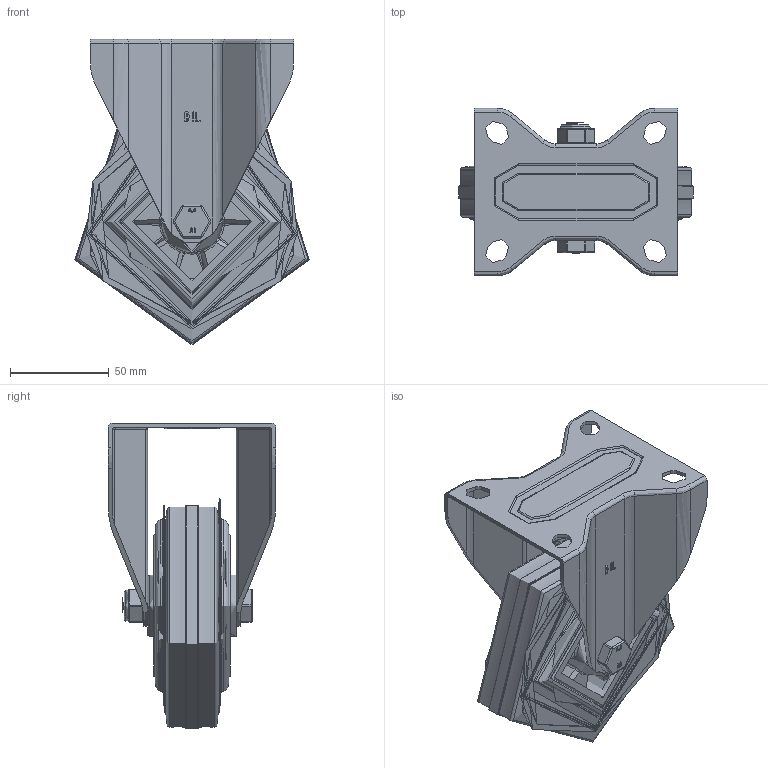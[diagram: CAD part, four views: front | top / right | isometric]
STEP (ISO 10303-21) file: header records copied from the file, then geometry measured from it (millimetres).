
FILE_DESCRIPTION(/* description */ ('','CAx-IF Rec.Pracs.---Representation and Presentation of Product Manufacturing Information (PMI)---4.0---2014-10-13'),/* implementation_level */ '2;1');
FILE_NAME(/* name */ 'BZMMF125PSB.step',/* time_stamp */ '2024-11-27T10:54:28Z',/* author */ (''),/* organization */ (''),/* preprocessor_version */ 'ST-DEVELOPER v20',/* originating_system */ 'Autodesk Translation Framework v13.20.0.188',/* authorisation */ '');
FILE_SCHEMA (('AP242_MANAGED_MODEL_BASED_3D_ENGINEERING_MIM_LF { 1 0 10303 442 1 1 4 }'));
Products named in the file (21): BZMMF125PSB; BZMMF125AS v1; BZMMF125AS; ZINC PLATED, PRESSED STEEL BRACKET; BZMM125WPSRB v1; RUBBER TYRE; POLYPROPYLENE RIM; POLYPROPYLENE RIM Geometry; CAP; ROLLER BEARING; CAGE; RIBS; Component4; TUBEM15X45 v1; ZINC PLATED, STEEL TUBE; HEXBOLTM10X60Z8.8 v2; GRADE 8.8 ZINC PLATED BOLT; NYLOCM10Z v1; NYLOC NUT; RUBBER; NUT
Assembly tree (27 placements, depth 5):
  BZMMF125PSB
    BZMMF125AS v1
      BZMMF125AS
      ZINC PLATED, PRESSED STEEL BRACKET
    BZMM125WPSRB v1
      RUBBER TYRE
      POLYPROPYLENE RIM
        POLYPROPYLENE RIM Geometry
        CAP
      ROLLER BEARING
        CAGE
        RIBS
          Component4  x8
    TUBEM15X45 v1
      ZINC PLATED, STEEL TUBE
    HEXBOLTM10X60Z8.8 v2
      GRADE 8.8 ZINC PLATED BOLT
    NYLOCM10Z v1
      NYLOC NUT
        RUBBER
        NUT
Bounding box: 118.88 x 85 x 155 mm (x, y, z)
Volume: 372367.3 mm3; surface area: 137800.8 mm2
Topology: 17 solids, 17 shells, 810 faces, 1971 edges, 1190 vertices
Faces by surface type: plane 228, bspline 222, cylinder 184, torus 84, sphere 58, cone 34
Full cylindrical faces by diameter (mm): 4 x8, 8.141 x19, 9.85 x20, 10 x3, 10.2 x3, 12 x2, 14.95 x1, 15 x2, 15.2 x1, 15.5 x1, 16 x1, 22.75 x2, 28.9 x1, 29 x1, 31 x2, 60 x2, 67.5 x2, 72.5 x4, 125 x1
Entity records: 65931 total; most frequent: CARTESIAN_POINT 47766, ORIENTED_EDGE 3860, DIRECTION 3432, EDGE_CURVE 1930, AXIS2_PLACEMENT_3D 1368, VERTEX_POINT 1176, EDGE_LOOP 846, FACE_OUTER_BOUND 789
